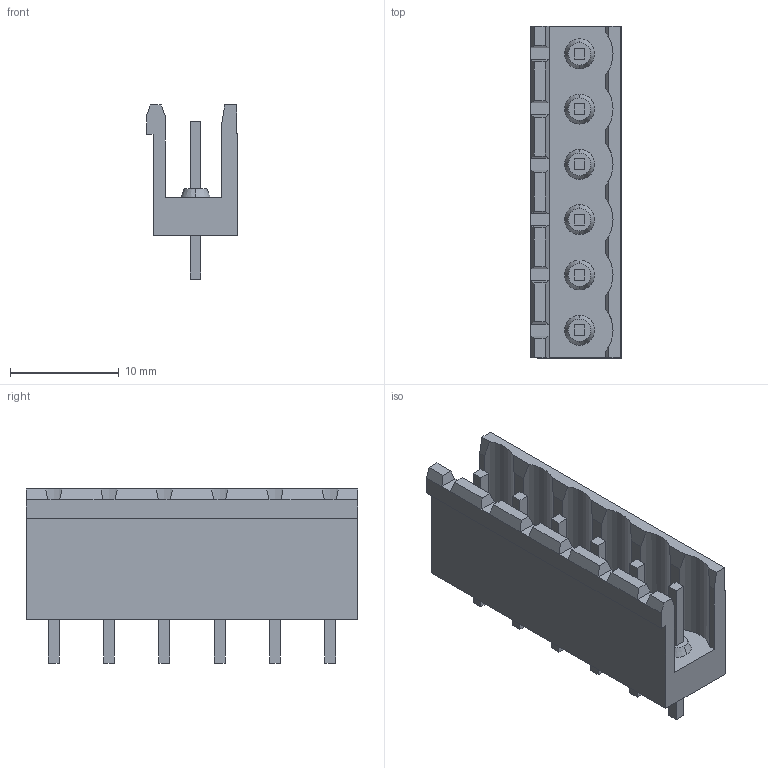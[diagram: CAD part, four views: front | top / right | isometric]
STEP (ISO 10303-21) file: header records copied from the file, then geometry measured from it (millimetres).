
FILE_DESCRIPTION(('FreeCAD Model'),'2;1');
FILE_NAME('Open CASCADE Shape Model','2024-05-23T11:41:58',(''),(''), 'Open CASCADE STEP processor 7.6','FreeCAD','Unknown');
FILE_SCHEMA(('AUTOMOTIVE_DESIGN { 1 0 10303 214 1 1 1 1 }'));
Length unit declared in the file: millimetre
Products named in the file (2): Part; C-282825-6
Assembly tree (1 placements, depth 2):
  Part
    C-282825-6
Bounding box: 8.35 x 30.48 x 16 mm (x, y, z)
Volume: 1500.4 mm3; surface area: 2124.5 mm2
Topology: 1 solids, 1 shells, 149 faces, 363 edges, 234 vertices
Faces by surface type: plane 131, cone 12, cylinder 6
Entity records: 9364 total; most frequent: CARTESIAN_POINT 1906, DIRECTION 1379, LINE 981, VECTOR 981, ORIENTED_EDGE 726, PCURVE 726, DEFINITIONAL_REPRESENTATION 726, EDGE_CURVE 363
